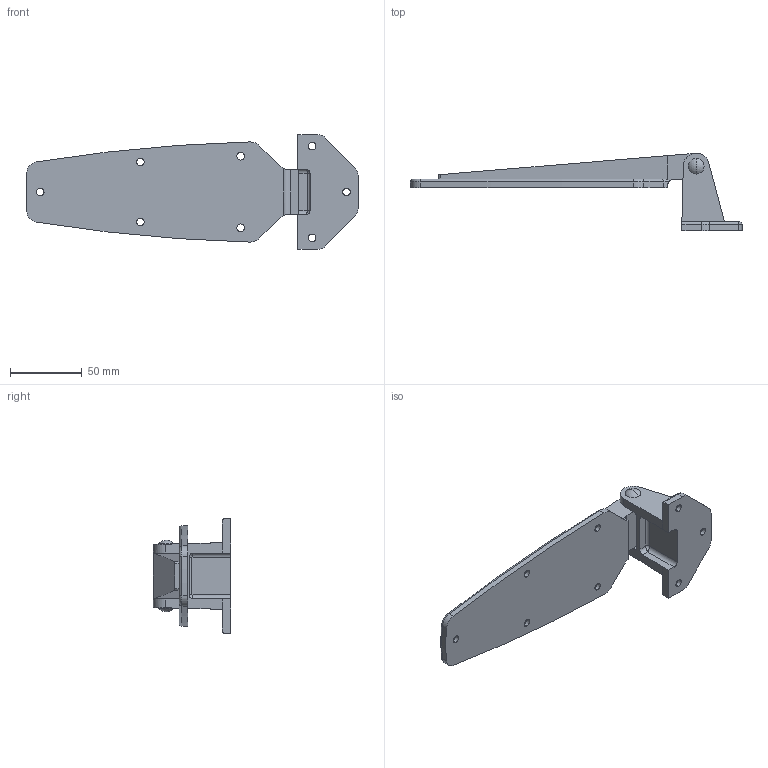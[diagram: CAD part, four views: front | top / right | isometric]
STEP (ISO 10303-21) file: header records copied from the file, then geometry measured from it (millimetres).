
FILE_DESCRIPTION (( 'STEP AP203' ), '1' );
FILE_NAME ('FB-1754-3.STEP', '2013-03-28T07:06:56', ( '11sw' ), ( 'タキゲン製造株式会社' ), 'SwSTEP 2.0', 'SolidWorks 2012', '' );
FILE_SCHEMA (( 'CONFIG_CONTROL_DESIGN' ));
Length unit declared in the file: millimetre
Products named in the file (4): FB-1754-3; FB-1754シャフト_; FB-1754ヒンジ_; FB-1754僸儞僕庴__FB-1754-3
Assembly tree (3 placements, depth 2):
  FB-1754-3
    FB-1754僸儞僕庴__FB-1754-3
    FB-1754ヒンジ_
    FB-1754シャフト_
Bounding box: 231.93 x 54 x 80 mm (x, y, z)
Volume: 149121.5 mm3; surface area: 45053.2 mm2
Topology: 3 solids, 3 shells, 152 faces, 373 edges, 227 vertices
Faces by surface type: cylinder 78, plane 36, cone 16, torus 16, sphere 4, bspline 2
Entity records: 5026 total; most frequent: CARTESIAN_POINT 938, DIRECTION 830, ORIENTED_EDGE 742, EDGE_CURVE 371, AXIS2_PLACEMENT_3D 327, VERTEX_POINT 227, LINE 176, VECTOR 176
